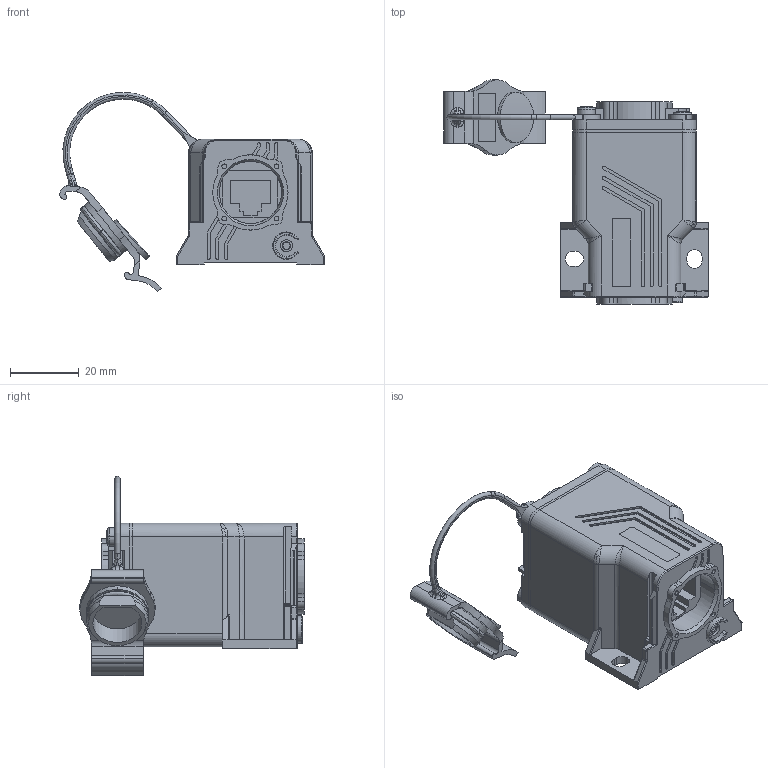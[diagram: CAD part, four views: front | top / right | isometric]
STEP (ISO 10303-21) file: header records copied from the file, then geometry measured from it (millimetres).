
FILE_DESCRIPTION(('Creo Elements/Direct Modeling STEP Export'),'2;1');
FILE_NAME('model.stp','2019-04-07T 1:37:54',(''),(''),'Creo Elements/Direct Modeling STEP processor for AP214 (Solid Model)','Creo Elements/Direct Modeling 20.1A 29-Sep-2018 (C) Parametric Technology GmbH','');
FILE_SCHEMA(('AUTOMOTIVE_DESIGN { 1 0 10303 214 1 1 1 1 }'));
Length unit declared in the file: millimetre
Products named in the file (2): VS-08-KU-IP67-BK
Assembly tree (1 placements, depth 2):
  VS-08-KU-IP67-BK
    VS-08-KU-IP67-BK
Bounding box: 77.04 x 65.36 x 58.01 mm (x, y, z)
Volume: 60681.5 mm3; surface area: 17890.6 mm2
Topology: 1 solids, 1 shells, 687 faces, 1865 edges, 1204 vertices
Faces by surface type: plane 325, cylinder 200, extrusion 90, torus 27, bspline 21, cone 15, sphere 9
Entity records: 38685 total; most frequent: CARTESIAN_POINT 16665, ORIENTED_EDGE 3700, DIRECTION 2980, EDGE_CURVE 1850, VERTEX_POINT 1204, VECTOR 1114, LINE 1024, AXIS2_PLACEMENT_3D 933
